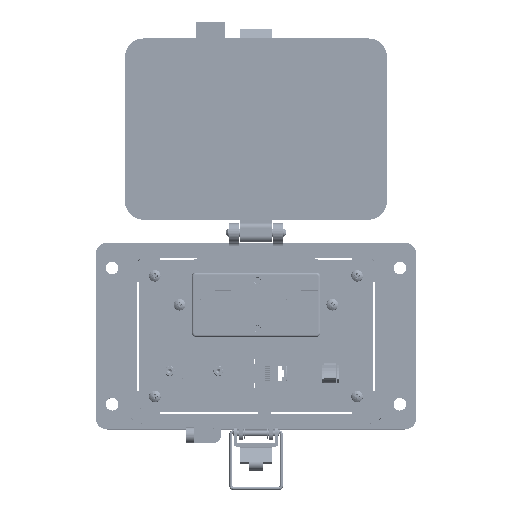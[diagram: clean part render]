
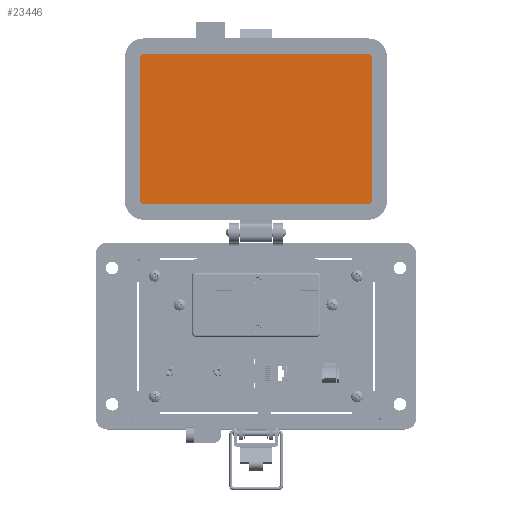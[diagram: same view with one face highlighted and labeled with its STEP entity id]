
A CAD part, top view. The second image highlights one B-rep face of the part: STEP entity #23446.
In plain terms, the highlighted planar face has unit normal (0, 0, 1).
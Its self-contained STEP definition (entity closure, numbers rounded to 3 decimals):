
#5020 = CARTESIAN_POINT ( 'NONE',  ( -57.72, 69.55, 8.694 ) ) ;
#11835 = ORIENTED_EDGE ( 'NONE', *, *, #176730, .F. ) ;
#12697 = VECTOR ( 'NONE', #74240, 1000. ) ;
#14514 = VERTEX_POINT ( 'NONE', #195993 ) ;
#14930 = CARTESIAN_POINT ( 'NONE',  ( -57.72, 143.334, 8.694 ) ) ;
#17933 = ORIENTED_EDGE ( 'NONE', *, *, #80329, .F. ) ;
#19087 = CIRCLE ( 'NONE', #157793, 1.785 ) ;
#19971 = DIRECTION ( 'NONE',  ( 0., -1., 0. ) ) ;
#20469 = DIRECTION ( 'NONE',  ( 0., 1., 0. ) ) ;
#23446 = ADVANCED_FACE ( 'NONE', ( #37727 ), #36499, .T. ) ;
#24025 = DIRECTION ( 'NONE',  ( 1., 0., 0. ) ) ;
#31472 = CARTESIAN_POINT ( 'NONE',  ( 59.502, 69.55, 8.694 ) ) ;
#34063 = DIRECTION ( 'NONE',  ( 0., 0., 1. ) ) ;
#36499 = PLANE ( 'NONE',  #86753 ) ;
#37727 = FACE_OUTER_BOUND ( 'NONE', #141076, .T. ) ;
#53864 = EDGE_CURVE ( 'NONE', #90276, #240725, #19087, .T. ) ;
#56052 = CIRCLE ( 'NONE', #115489, 1.785 ) ;
#60720 = CARTESIAN_POINT ( 'NONE',  ( -57.72, 145.119, 8.694 ) ) ;
#71553 = DIRECTION ( 'NONE',  ( 0., -1., 0. ) ) ;
#71636 = CARTESIAN_POINT ( 'NONE',  ( 57.717, 69.55, 8.694 ) ) ;
#74240 = DIRECTION ( 'NONE',  ( -1., 0., 0. ) ) ;
#75301 = DIRECTION ( 'NONE',  ( 0., 0., -1. ) ) ;
#78167 = VERTEX_POINT ( 'NONE', #134222 ) ;
#80085 = VECTOR ( 'NONE', #182780, 1000. ) ;
#80329 = EDGE_CURVE ( 'NONE', #170294, #193790, #189206, .T. ) ;
#82368 = LINE ( 'NONE', #218742, #89343 ) ;
#86753 = AXIS2_PLACEMENT_3D ( 'NONE', #244941, #34063, #149377 ) ;
#88924 = CARTESIAN_POINT ( 'NONE',  ( 57.717, 143.334, 8.694 ) ) ;
#89343 = VECTOR ( 'NONE', #24025, 1000. ) ;
#89510 = EDGE_CURVE ( 'NONE', #193790, #204010, #56052, .T. ) ;
#90276 = VERTEX_POINT ( 'NONE', #127914 ) ;
#94007 = AXIS2_PLACEMENT_3D ( 'NONE', #5020, #228455, #19971 ) ;
#97388 = CARTESIAN_POINT ( 'NONE',  ( -59.505, 143.334, 8.694 ) ) ;
#101662 = CIRCLE ( 'NONE', #240334, 1.785 ) ;
#106576 = CARTESIAN_POINT ( 'NONE',  ( -57.72, 67.765, 8.694 ) ) ;
#115489 = AXIS2_PLACEMENT_3D ( 'NONE', #14930, #184922, #147695 ) ;
#121936 = VECTOR ( 'NONE', #20469, 1000. ) ;
#125040 = CARTESIAN_POINT ( 'NONE',  ( 59.502, 143.334, 8.694 ) ) ;
#127914 = CARTESIAN_POINT ( 'NONE',  ( 57.717, 145.119, 8.694 ) ) ;
#134222 = CARTESIAN_POINT ( 'NONE',  ( 57.717, 67.765, 8.694 ) ) ;
#135194 = ORIENTED_EDGE ( 'NONE', *, *, #182340, .F. ) ;
#141076 = EDGE_LOOP ( 'NONE', ( #170159, #17933, #158867, #172603, #11835, #215584, #150995, #135194 ) ) ;
#147695 = DIRECTION ( 'NONE',  ( 0., -1., 0. ) ) ;
#149377 = DIRECTION ( 'NONE',  ( 0., -1., 0. ) ) ;
#150995 = ORIENTED_EDGE ( 'NONE', *, *, #53864, .F. ) ;
#157793 = AXIS2_PLACEMENT_3D ( 'NONE', #88924, #199349, #71553 ) ;
#158867 = ORIENTED_EDGE ( 'NONE', *, *, #243596, .F. ) ;
#168947 = EDGE_CURVE ( 'NONE', #78167, #202876, #223095, .T. ) ;
#170159 = ORIENTED_EDGE ( 'NONE', *, *, #89510, .F. ) ;
#170294 = VERTEX_POINT ( 'NONE', #211364 ) ;
#172603 = ORIENTED_EDGE ( 'NONE', *, *, #168947, .F. ) ;
#176730 = EDGE_CURVE ( 'NONE', #14514, #78167, #101662, .T. ) ;
#182340 = EDGE_CURVE ( 'NONE', #204010, #90276, #82368, .T. ) ;
#182780 = DIRECTION ( 'NONE',  ( 0., -1., 0. ) ) ;
#184922 = DIRECTION ( 'NONE',  ( 0., 0., -1. ) ) ;
#189206 = LINE ( 'NONE', #97388, #121936 ) ;
#193790 = VERTEX_POINT ( 'NONE', #228055 ) ;
#195993 = CARTESIAN_POINT ( 'NONE',  ( 59.502, 69.55, 8.694 ) ) ;
#199349 = DIRECTION ( 'NONE',  ( 0., 0., -1. ) ) ;
#199718 = EDGE_CURVE ( 'NONE', #240725, #14514, #201401, .T. ) ;
#201401 = LINE ( 'NONE', #31472, #80085 ) ;
#202876 = VERTEX_POINT ( 'NONE', #216531 ) ;
#204010 = VERTEX_POINT ( 'NONE', #60720 ) ;
#208941 = CIRCLE ( 'NONE', #94007, 1.785 ) ;
#211364 = CARTESIAN_POINT ( 'NONE',  ( -59.505, 69.55, 8.694 ) ) ;
#215584 = ORIENTED_EDGE ( 'NONE', *, *, #199718, .F. ) ;
#216531 = CARTESIAN_POINT ( 'NONE',  ( -57.72, 67.765, 8.694 ) ) ;
#218742 = CARTESIAN_POINT ( 'NONE',  ( 57.717, 145.119, 8.694 ) ) ;
#222952 = DIRECTION ( 'NONE',  ( 0., -1., 0. ) ) ;
#223095 = LINE ( 'NONE', #106576, #12697 ) ;
#228055 = CARTESIAN_POINT ( 'NONE',  ( -59.505, 143.334, 8.694 ) ) ;
#228455 = DIRECTION ( 'NONE',  ( 0., 0., -1. ) ) ;
#240334 = AXIS2_PLACEMENT_3D ( 'NONE', #71636, #75301, #222952 ) ;
#240725 = VERTEX_POINT ( 'NONE', #125040 ) ;
#243596 = EDGE_CURVE ( 'NONE', #202876, #170294, #208941, .T. ) ;
#244941 = CARTESIAN_POINT ( 'NONE',  ( -30.745, 145.119, 8.694 ) ) ;
